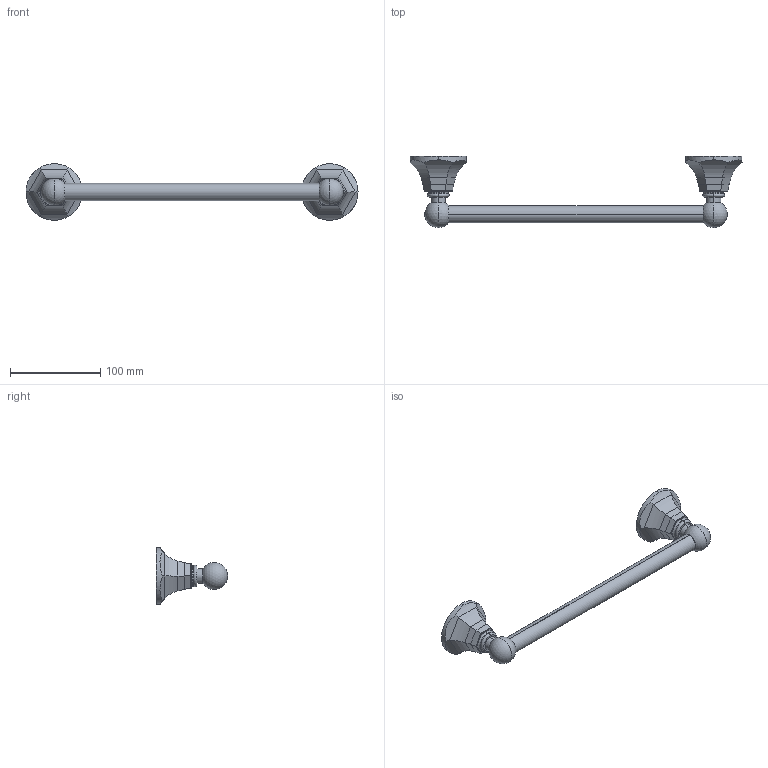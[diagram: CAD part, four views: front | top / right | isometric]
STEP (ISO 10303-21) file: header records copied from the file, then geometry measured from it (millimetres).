
FILE_DESCRIPTION((''),'2;1');
FILE_NAME('601_WEB','2010-09-29T',('project'),(''),'PRO/ENGINEER BY PARAMETRIC TECHNOLOGY CORPORATION, 2009300','PRO/ENGINEER BY PARAMETRIC TECHNOLOGY CORPORATION, 2009300','');
FILE_SCHEMA(('CONFIG_CONTROL_DESIGN'));
Length unit declared in the file: inch
Products named in the file (1): 601_WEB
Bounding box: 367.28 x 78.85 x 62.48 mm (x, y, z)
Volume: 68955.1 mm3; surface area: 64980.8 mm2
Topology: 1 solids, 2 shells, 174 faces, 388 edges, 226 vertices
Faces by surface type: cylinder 144, plane 12, torus 12, sphere 6
Entity records: 5149 total; most frequent: CARTESIAN_POINT 1555, ORIENTED_EDGE 768, DIRECTION 660, EDGE_CURVE 384, AXIS2_PLACEMENT_3D 258, VERTEX_POINT 226, EDGE_LOOP 186, FACE_OUTER_BOUND 174
